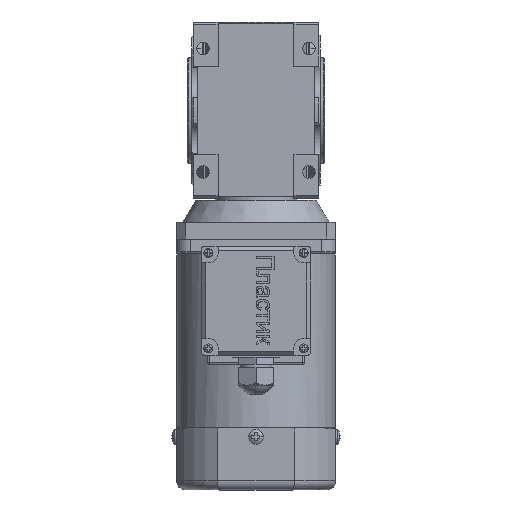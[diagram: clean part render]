
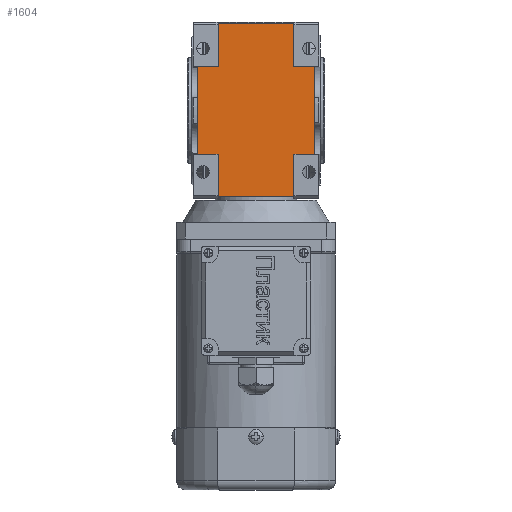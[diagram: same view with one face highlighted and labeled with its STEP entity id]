
A CAD part, top view. The second image highlights one B-rep face of the part: STEP entity #1604.
In plain terms, the highlighted face is planar.
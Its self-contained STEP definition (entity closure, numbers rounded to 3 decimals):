
#1604=ADVANCED_FACE('',(#3066),#2363,.F.);
#2363=PLANE('',#18530);
#3066=FACE_OUTER_BOUND('',#4071,.T.);
#4071=EDGE_LOOP('',(#9821,#9822,#9823,#9824,#9825,#9826,#9827,#9828,#9829,
#9830,#9831,#9832));
#5293=LINE('',#28621,#6799);
#5294=LINE('',#28624,#6800);
#5295=LINE('',#28626,#6801);
#5296=LINE('',#28628,#6802);
#5297=LINE('',#28630,#6803);
#5298=LINE('',#28632,#6804);
#5299=LINE('',#28634,#6805);
#5300=LINE('',#28636,#6806);
#5301=LINE('',#28638,#6807);
#5302=LINE('',#28640,#6808);
#5303=LINE('',#28642,#6809);
#5304=LINE('',#28644,#6810);
#6799=VECTOR('',#21725,1.);
#6800=VECTOR('',#21726,1.);
#6801=VECTOR('',#21727,1.);
#6802=VECTOR('',#21728,1.);
#6803=VECTOR('',#21729,1.);
#6804=VECTOR('',#21730,1.);
#6805=VECTOR('',#21731,1.);
#6806=VECTOR('',#21732,1.);
#6807=VECTOR('',#21733,1.);
#6808=VECTOR('',#21734,1.);
#6809=VECTOR('',#21735,1.);
#6810=VECTOR('',#21736,1.);
#9821=ORIENTED_EDGE('',*,*,#15657,.F.);
#9822=ORIENTED_EDGE('',*,*,#15658,.T.);
#9823=ORIENTED_EDGE('',*,*,#15659,.F.);
#9824=ORIENTED_EDGE('',*,*,#15660,.F.);
#9825=ORIENTED_EDGE('',*,*,#15661,.F.);
#9826=ORIENTED_EDGE('',*,*,#15662,.F.);
#9827=ORIENTED_EDGE('',*,*,#15663,.F.);
#9828=ORIENTED_EDGE('',*,*,#15664,.T.);
#9829=ORIENTED_EDGE('',*,*,#15665,.T.);
#9830=ORIENTED_EDGE('',*,*,#15666,.T.);
#9831=ORIENTED_EDGE('',*,*,#15667,.F.);
#9832=ORIENTED_EDGE('',*,*,#15668,.F.);
#13646=VERTEX_POINT('',#28622);
#13647=VERTEX_POINT('',#28623);
#13648=VERTEX_POINT('',#28625);
#13649=VERTEX_POINT('',#28627);
#13650=VERTEX_POINT('',#28629);
#13651=VERTEX_POINT('',#28631);
#13652=VERTEX_POINT('',#28633);
#13653=VERTEX_POINT('',#28635);
#13654=VERTEX_POINT('',#28637);
#13655=VERTEX_POINT('',#28639);
#13656=VERTEX_POINT('',#28641);
#13657=VERTEX_POINT('',#28643);
#15657=EDGE_CURVE('',#13646,#13647,#5293,.T.);
#15658=EDGE_CURVE('',#13646,#13648,#5294,.T.);
#15659=EDGE_CURVE('',#13649,#13648,#5295,.T.);
#15660=EDGE_CURVE('',#13650,#13649,#5296,.T.);
#15661=EDGE_CURVE('',#13651,#13650,#5297,.T.);
#15662=EDGE_CURVE('',#13652,#13651,#5298,.T.);
#15663=EDGE_CURVE('',#13653,#13652,#5299,.T.);
#15664=EDGE_CURVE('',#13653,#13654,#5300,.T.);
#15665=EDGE_CURVE('',#13654,#13655,#5301,.T.);
#15666=EDGE_CURVE('',#13655,#13656,#5302,.T.);
#15667=EDGE_CURVE('',#13657,#13656,#5303,.T.);
#15668=EDGE_CURVE('',#13647,#13657,#5304,.T.);
#18530=AXIS2_PLACEMENT_3D('',#28645,#21737,#21738);
#21725=DIRECTION('',(0.,0.,1.));
#21726=DIRECTION('',(-1.,0.,0.));
#21727=DIRECTION('',(0.,0.,-1.));
#21728=DIRECTION('',(1.,0.,0.));
#21729=DIRECTION('',(0.,0.,-1.));
#21730=DIRECTION('',(-1.,0.,0.));
#21731=DIRECTION('',(0.,0.,-1.));
#21732=DIRECTION('',(1.,0.,0.));
#21733=DIRECTION('',(0.,0.,-1.));
#21734=DIRECTION('',(1.,0.,0.));
#21735=DIRECTION('',(0.,0.,1.));
#21736=DIRECTION('',(1.,0.,0.));
#21737=DIRECTION('',(0.,-1.,0.));
#21738=DIRECTION('',(-1.,0.,0.));
#28621=CARTESIAN_POINT('',(21.5,69.37,-48.935));
#28622=CARTESIAN_POINT('',(21.5,69.37,-48.935));
#28623=CARTESIAN_POINT('',(21.5,69.37,-25.));
#28624=CARTESIAN_POINT('',(21.5,69.37,-48.935));
#28625=CARTESIAN_POINT('',(-21.5,69.37,-48.935));
#28626=CARTESIAN_POINT('',(-21.5,69.37,-25.));
#28627=CARTESIAN_POINT('',(-21.5,69.37,-25.));
#28628=CARTESIAN_POINT('',(-33.37,69.37,-25.));
#28629=CARTESIAN_POINT('',(-33.37,69.37,-25.));
#28630=CARTESIAN_POINT('',(-33.37,69.37,25.));
#28631=CARTESIAN_POINT('',(-33.37,69.37,25.));
#28632=CARTESIAN_POINT('',(-21.5,69.37,25.));
#28633=CARTESIAN_POINT('',(-21.5,69.37,25.));
#28634=CARTESIAN_POINT('',(-21.5,69.37,48.935));
#28635=CARTESIAN_POINT('',(-21.5,69.37,48.935));
#28636=CARTESIAN_POINT('',(-21.5,69.37,48.935));
#28637=CARTESIAN_POINT('',(21.5,69.37,48.935));
#28638=CARTESIAN_POINT('',(21.5,69.37,48.935));
#28639=CARTESIAN_POINT('',(21.5,69.37,25.));
#28640=CARTESIAN_POINT('',(21.5,69.37,25.));
#28641=CARTESIAN_POINT('',(33.37,69.37,25.));
#28642=CARTESIAN_POINT('',(33.37,69.37,-25.));
#28643=CARTESIAN_POINT('',(33.37,69.37,-25.));
#28644=CARTESIAN_POINT('',(21.5,69.37,-25.));
#28645=CARTESIAN_POINT('',(21.5,69.37,-48.935));
